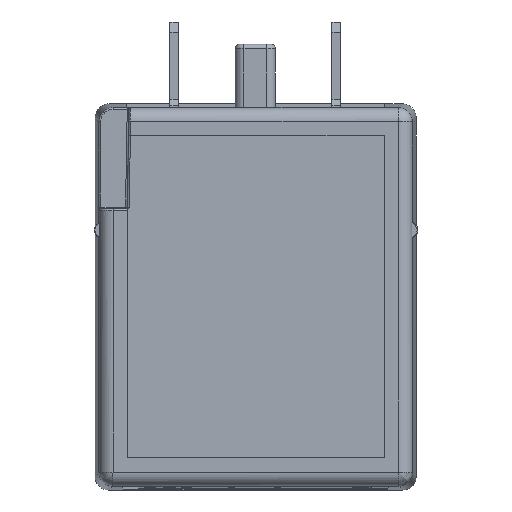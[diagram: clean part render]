
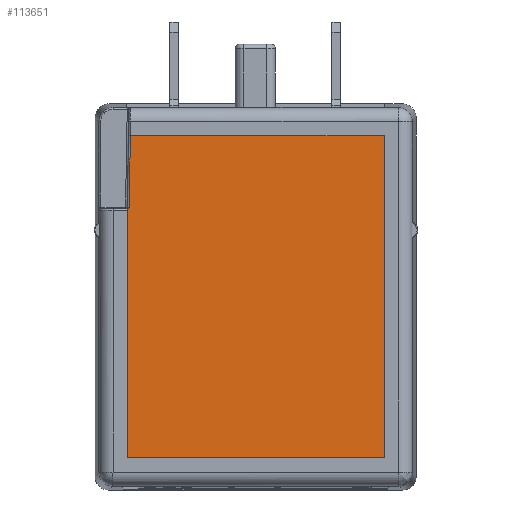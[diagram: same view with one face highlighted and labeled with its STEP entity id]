
A CAD part, front view. The second image highlights one B-rep face of the part: STEP entity #113651.
In plain terms, the highlighted planar face has unit normal (0, -1, 0).
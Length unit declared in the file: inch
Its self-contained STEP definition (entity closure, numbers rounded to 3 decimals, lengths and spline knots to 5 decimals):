
#1986 = VERTEX_POINT ( 'NONE', #91058 ) ;
#9387 = DIRECTION ( 'NONE',  ( 0., 0., 1. ) ) ;
#10238 = CARTESIAN_POINT ( 'NONE',  ( 0.18169, -0.96457, -0.5889 ) ) ;
#10461 = CARTESIAN_POINT ( 'NONE',  ( 0.18955, -0.96457, -0.58356 ) ) ;
#12209 = ORIENTED_EDGE ( 'NONE', *, *, #128173, .T. ) ;
#13476 = ORIENTED_EDGE ( 'NONE', *, *, #65564, .T. ) ;
#14056 = CARTESIAN_POINT ( 'NONE',  ( 0.18259, -0.96457, -0.58848 ) ) ;
#15614 = DIRECTION ( 'NONE',  ( -1., 0., 0. ) ) ;
#15936 = FACE_OUTER_BOUND ( 'NONE', #51173, .T. ) ;
#15951 = VERTEX_POINT ( 'NONE', #18892 ) ;
#18892 = CARTESIAN_POINT ( 'NONE',  ( 0.18122, -0.96457, -1.98414 ) ) ;
#23123 = CARTESIAN_POINT ( 'NONE',  ( 0.18122, -0.96457, -0.58909 ) ) ;
#25160 = CARTESIAN_POINT ( 'NONE',  ( 0.1924, -0.96457, -0.59038 ) ) ;
#26394 = DIRECTION ( 'NONE',  ( 0., 0., -1. ) ) ;
#27547 = ORIENTED_EDGE ( 'NONE', *, *, #30443, .T. ) ;
#27553 = VERTEX_POINT ( 'NONE', #23123 ) ;
#30443 = EDGE_CURVE ( 'NONE', #15951, #34796, #96802, .T. ) ;
#34796 = VERTEX_POINT ( 'NONE', #106503 ) ;
#36233 = LINE ( 'NONE', #47790, #112778 ) ;
#36255 = VERTEX_POINT ( 'NONE', #14056 ) ;
#38137 = ORIENTED_EDGE ( 'NONE', *, *, #70833, .T. ) ;
#38736 = VECTOR ( 'NONE', #47592, 39.37008 ) ;
#41875 = AXIS2_PLACEMENT_3D ( 'NONE', #98648, #107390, #75870 ) ;
#42507 = CARTESIAN_POINT ( 'NONE',  ( 0.18122, -0.96457, -0.58909 ) ) ;
#42965 = CARTESIAN_POINT ( 'NONE',  ( 0.18259, -0.96457, -0.58848 ) ) ;
#43264 = B_SPLINE_CURVE_WITH_KNOTS ( 'NONE', 3,
 ( #42965, #64866, #10238, #42507 ),
 .UNSPECIFIED., .F., .F.,
 ( 4, 4 ),
 ( 0.00032, 0.00036 ),
 .UNSPECIFIED. ) ;
#47592 = DIRECTION ( 'NONE',  ( -0.017, 0., -1. ) ) ;
#47790 = CARTESIAN_POINT ( 'NONE',  ( 1.61996, -0.96457, -0.18122 ) ) ;
#51173 = EDGE_LOOP ( 'NONE', ( #55105, #12209, #38137, #67006, #13476, #27547, #69231 ) ) ;
#53907 = LINE ( 'NONE', #107662, #88557 ) ;
#55105 = ORIENTED_EDGE ( 'NONE', *, *, #64304, .T. ) ;
#58265 = EDGE_CURVE ( 'NONE', #34796, #70318, #53907, .T. ) ;
#58286 = VECTOR ( 'NONE', #26394, 39.37008 ) ;
#62577 = EDGE_CURVE ( 'NONE', #36255, #27553, #43264, .T. ) ;
#64304 = EDGE_CURVE ( 'NONE', #70318, #103017, #36233, .T. ) ;
#64866 = CARTESIAN_POINT ( 'NONE',  ( 0.18215, -0.96457, -0.5887 ) ) ;
#65564 = EDGE_CURVE ( 'NONE', #27553, #15951, #67111, .T. ) ;
#66968 = CARTESIAN_POINT ( 'NONE',  ( 0.18643, -0.96457, -0.58661 ) ) ;
#67006 = ORIENTED_EDGE ( 'NONE', *, *, #62577, .T. ) ;
#67111 = LINE ( 'NONE', #72563, #58286 ) ;
#69231 = ORIENTED_EDGE ( 'NONE', *, *, #58265, .T. ) ;
#70318 = VERTEX_POINT ( 'NONE', #107962 ) ;
#70833 = EDGE_CURVE ( 'NONE', #1986, #36255, #78124, .T. ) ;
#72563 = CARTESIAN_POINT ( 'NONE',  ( 0.18122, -0.96457, -1.98414 ) ) ;
#75870 = DIRECTION ( 'NONE',  ( 0., 0., -1. ) ) ;
#78124 = B_SPLINE_CURVE_WITH_KNOTS ( 'NONE', 3,
 ( #100448, #10461, #66968, #134142 ),
 .UNSPECIFIED., .F., .F.,
 ( 4, 4 ),
 ( 0., 0.00032 ),
 .UNSPECIFIED. ) ;
#88557 = VECTOR ( 'NONE', #9387, 39.37008 ) ;
#89814 = VECTOR ( 'NONE', #108774, 39.37008 ) ;
#91058 = CARTESIAN_POINT ( 'NONE',  ( 0.19258, -0.96457, -0.58054 ) ) ;
#96802 = LINE ( 'NONE', #98120, #89814 ) ;
#98120 = CARTESIAN_POINT ( 'NONE',  ( 1.61996, -0.96457, -1.98414 ) ) ;
#98648 = CARTESIAN_POINT ( 'NONE',  ( 1.61996, -0.96457, -0.18122 ) ) ;
#100448 = CARTESIAN_POINT ( 'NONE',  ( 0.19258, -0.96457, -0.58054 ) ) ;
#103017 = VERTEX_POINT ( 'NONE', #118796 ) ;
#106503 = CARTESIAN_POINT ( 'NONE',  ( 1.61996, -0.96457, -1.98414 ) ) ;
#107390 = DIRECTION ( 'NONE',  ( 0., -1., 0. ) ) ;
#107662 = CARTESIAN_POINT ( 'NONE',  ( 1.61996, -0.96457, -1.98414 ) ) ;
#107962 = CARTESIAN_POINT ( 'NONE',  ( 1.61996, -0.96457, -0.18122 ) ) ;
#108774 = DIRECTION ( 'NONE',  ( 1., 0., 0. ) ) ;
#112778 = VECTOR ( 'NONE', #15614, 39.37008 ) ;
#113430 = LINE ( 'NONE', #25160, #38736 ) ;
#113651 = ADVANCED_FACE ( 'NONE', ( #15936 ), #119644, .T. ) ;
#118796 = CARTESIAN_POINT ( 'NONE',  ( 0.19955, -0.96457, -0.18122 ) ) ;
#119644 = PLANE ( 'NONE',  #41875 ) ;
#128173 = EDGE_CURVE ( 'NONE', #103017, #1986, #113430, .T. ) ;
#134142 = CARTESIAN_POINT ( 'NONE',  ( 0.18259, -0.96457, -0.58848 ) ) ;
